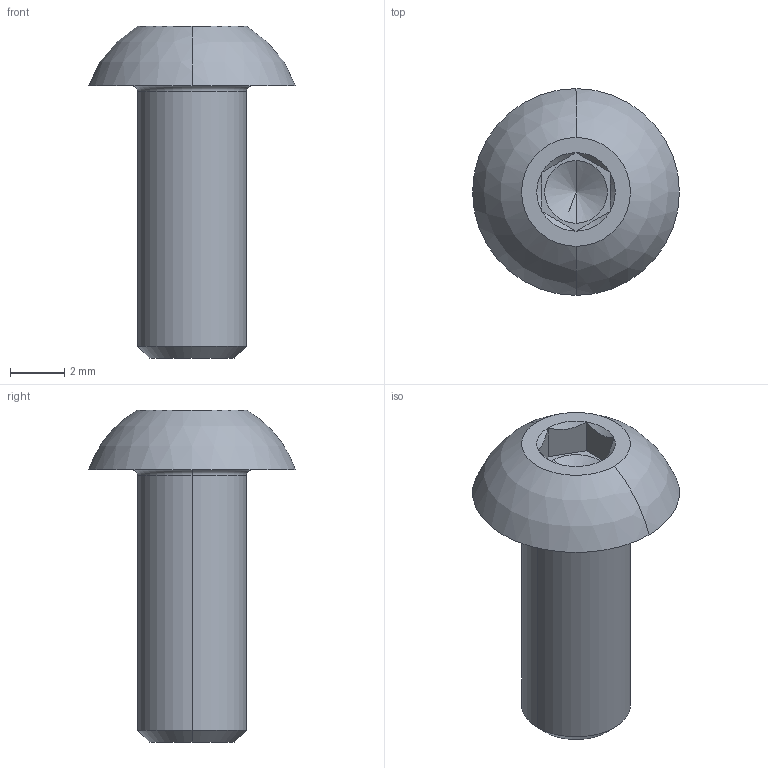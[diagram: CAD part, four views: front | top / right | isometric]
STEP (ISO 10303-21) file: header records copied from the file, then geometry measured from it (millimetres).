
FILE_DESCRIPTION((''),'2;1');
FILE_NAME('BOSSARD_BN19-1020579_v.stp','2015-10-22T12:04:01',(''),(''),'Mechanical Desktop 2011','Mechanical Desktop 2011',', , ');
FILE_SCHEMA(('AUTOMOTIVE_DESIGN { 1 2 10303 214 1 1 1 1 }'));
Length unit declared in the file: millimetre
Products named in the file (1): Product
Bounding box: 7.6 x 7.6 x 12.2 mm (x, y, z)
Volume: 186 mm3; surface area: 245.8 mm2
Topology: 1 solids, 1 shells, 26 faces, 53 edges, 30 vertices
Faces by surface type: cone 10, plane 10, cylinder 2, sphere 2, torus 2
Entity records: 741 total; most frequent: CARTESIAN_POINT 150, DIRECTION 126, ORIENTED_EDGE 102, AXIS2_PLACEMENT_3D 54, EDGE_CURVE 51, VERTEX_POINT 30, EDGE_LOOP 29, CIRCLE 27
